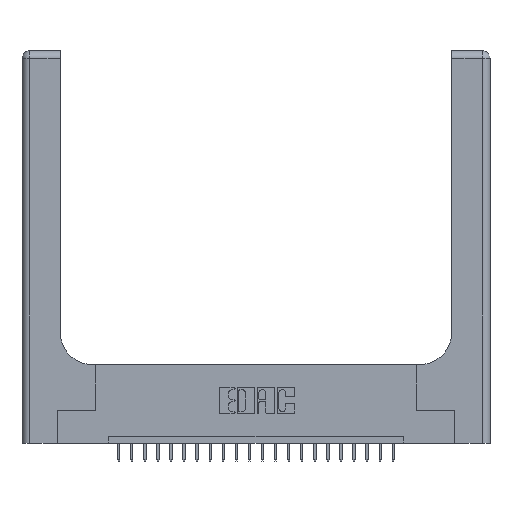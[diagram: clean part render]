
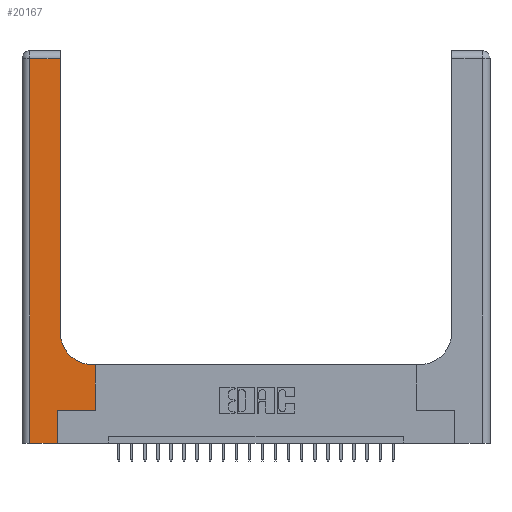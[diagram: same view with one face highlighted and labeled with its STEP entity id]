
A CAD part, top view. The second image highlights one B-rep face of the part: STEP entity #20167.
In plain terms, the highlighted planar face has unit normal (0, 0, 1).
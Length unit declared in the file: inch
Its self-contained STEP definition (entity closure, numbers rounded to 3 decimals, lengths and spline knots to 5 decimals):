
#201 = VERTEX_POINT ( 'NONE', #1393 ) ;
#370 = LINE ( 'NONE', #15614, #4879 ) ;
#380 = VERTEX_POINT ( 'NONE', #10289 ) ;
#488 = VECTOR ( 'NONE', #2386, 39.37008 ) ;
#755 = LINE ( 'NONE', #12287, #16156 ) ;
#1136 = ORIENTED_EDGE ( 'NONE', *, *, #15700, .T. ) ;
#1393 = CARTESIAN_POINT ( 'NONE',  ( 0.5585, 0.25, 0.37 ) ) ;
#1559 = CARTESIAN_POINT ( 'NONE',  ( 0.5415, 0.85, 0.37 ) ) ;
#1578 = CARTESIAN_POINT ( 'NONE',  ( 0.06, 3., 0.37 ) ) ;
#1585 = VECTOR ( 'NONE', #10646, 39.37008 ) ;
#2386 = DIRECTION ( 'NONE',  ( 0., 1., 0. ) ) ;
#3093 = VERTEX_POINT ( 'NONE', #23105 ) ;
#3253 = AXIS2_PLACEMENT_3D ( 'NONE', #1559, #24269, #5183 ) ;
#3493 = LINE ( 'NONE', #10926, #7072 ) ;
#3914 = LINE ( 'NONE', #13821, #488 ) ;
#3989 = VECTOR ( 'NONE', #14215, 39.37008 ) ;
#4067 = CARTESIAN_POINT ( 'NONE',  ( 0., 0., 0.37 ) ) ;
#4144 = CARTESIAN_POINT ( 'NONE',  ( 0., 3., 0.37 ) ) ;
#4507 = EDGE_CURVE ( 'NONE', #201, #14097, #755, .T. ) ;
#4879 = VECTOR ( 'NONE', #23043, 39.37008 ) ;
#5183 = DIRECTION ( 'NONE',  ( 1., 0., 0. ) ) ;
#5316 = EDGE_CURVE ( 'NONE', #3093, #10381, #3493, .T. ) ;
#5670 = VECTOR ( 'NONE', #23005, 39.37008 ) ;
#6292 = DIRECTION ( 'NONE',  ( -1., 0., 0. ) ) ;
#6364 = DIRECTION ( 'NONE',  ( 0., 0., -1. ) ) ;
#6432 = CARTESIAN_POINT ( 'NONE',  ( 0.5585, 0.6, 0.37 ) ) ;
#6543 = ORIENTED_EDGE ( 'NONE', *, *, #5316, .T. ) ;
#6649 = CARTESIAN_POINT ( 'NONE',  ( 0.269, 0., 0.37 ) ) ;
#7072 = VECTOR ( 'NONE', #7236, 39.37008 ) ;
#7236 = DIRECTION ( 'NONE',  ( -1., 0., 0. ) ) ;
#7639 = ORIENTED_EDGE ( 'NONE', *, *, #14700, .T. ) ;
#7741 = VERTEX_POINT ( 'NONE', #14345 ) ;
#7861 = VERTEX_POINT ( 'NONE', #9367 ) ;
#7868 = FACE_OUTER_BOUND ( 'NONE', #24317, .T. ) ;
#8702 = EDGE_CURVE ( 'NONE', #14097, #380, #10244, .T. ) ;
#9367 = CARTESIAN_POINT ( 'NONE',  ( 0.2915, 0.85, 0.37 ) ) ;
#9568 = ORIENTED_EDGE ( 'NONE', *, *, #8702, .T. ) ;
#9988 = CARTESIAN_POINT ( 'NONE',  ( 0.269, 0., 0.37 ) ) ;
#10133 = ORIENTED_EDGE ( 'NONE', *, *, #4507, .T. ) ;
#10244 = LINE ( 'NONE', #19903, #20139 ) ;
#10289 = CARTESIAN_POINT ( 'NONE',  ( 0.5415, 0.6, 0.37 ) ) ;
#10376 = ORIENTED_EDGE ( 'NONE', *, *, #16356, .T. ) ;
#10381 = VERTEX_POINT ( 'NONE', #17666 ) ;
#10646 = DIRECTION ( 'NONE',  ( 0., -1., 0. ) ) ;
#10682 = ORIENTED_EDGE ( 'NONE', *, *, #15563, .T. ) ;
#10926 = CARTESIAN_POINT ( 'NONE',  ( 0., 2.94, 0.37 ) ) ;
#11284 = AXIS2_PLACEMENT_3D ( 'NONE', #4144, #6364, #11826 ) ;
#11498 = LINE ( 'NONE', #4067, #5670 ) ;
#11512 = EDGE_CURVE ( 'NONE', #10381, #7741, #18586, .T. ) ;
#11826 = DIRECTION ( 'NONE',  ( -1., 0., 0. ) ) ;
#12287 = CARTESIAN_POINT ( 'NONE',  ( 0.5585, 0.25, 0.37 ) ) ;
#12330 = LINE ( 'NONE', #6649, #3989 ) ;
#12859 = EDGE_CURVE ( 'NONE', #13036, #18796, #12330, .T. ) ;
#13036 = VERTEX_POINT ( 'NONE', #9988 ) ;
#13821 = CARTESIAN_POINT ( 'NONE',  ( 0.2915, 3., 0.37 ) ) ;
#14097 = VERTEX_POINT ( 'NONE', #6432 ) ;
#14215 = DIRECTION ( 'NONE',  ( 0., 1., 0. ) ) ;
#14345 = CARTESIAN_POINT ( 'NONE',  ( 0.06, 0., 0.37 ) ) ;
#14700 = EDGE_CURVE ( 'NONE', #7861, #3093, #3914, .T. ) ;
#15443 = ORIENTED_EDGE ( 'NONE', *, *, #12859, .T. ) ;
#15563 = EDGE_CURVE ( 'NONE', #380, #7861, #18711, .T. ) ;
#15614 = CARTESIAN_POINT ( 'NONE',  ( 0.269, 0.25, 0.37 ) ) ;
#15700 = EDGE_CURVE ( 'NONE', #7741, #13036, #11498, .T. ) ;
#16147 = ORIENTED_EDGE ( 'NONE', *, *, #11512, .T. ) ;
#16156 = VECTOR ( 'NONE', #19514, 39.37008 ) ;
#16356 = EDGE_CURVE ( 'NONE', #18796, #201, #370, .T. ) ;
#17648 = PLANE ( 'NONE',  #11284 ) ;
#17666 = CARTESIAN_POINT ( 'NONE',  ( 0.06, 2.94, 0.37 ) ) ;
#18586 = LINE ( 'NONE', #1578, #1585 ) ;
#18711 = CIRCLE ( 'NONE', #3253, 0.25 ) ;
#18796 = VERTEX_POINT ( 'NONE', #23793 ) ;
#19514 = DIRECTION ( 'NONE',  ( 0., 1., 0. ) ) ;
#19903 = CARTESIAN_POINT ( 'NONE',  ( 0.2915, 0.6, 0.37 ) ) ;
#20139 = VECTOR ( 'NONE', #6292, 39.37008 ) ;
#20167 = ADVANCED_FACE ( 'NONE', ( #7868 ), #17648, .F. ) ;
#23005 = DIRECTION ( 'NONE',  ( 1., 0., 0. ) ) ;
#23043 = DIRECTION ( 'NONE',  ( 1., 0., 0. ) ) ;
#23105 = CARTESIAN_POINT ( 'NONE',  ( 0.2915, 2.94, 0.37 ) ) ;
#23793 = CARTESIAN_POINT ( 'NONE',  ( 0.269, 0.25, 0.37 ) ) ;
#24269 = DIRECTION ( 'NONE',  ( 0., 0., -1. ) ) ;
#24317 = EDGE_LOOP ( 'NONE', ( #7639, #6543, #16147, #1136, #15443, #10376, #10133, #9568, #10682 ) ) ;
